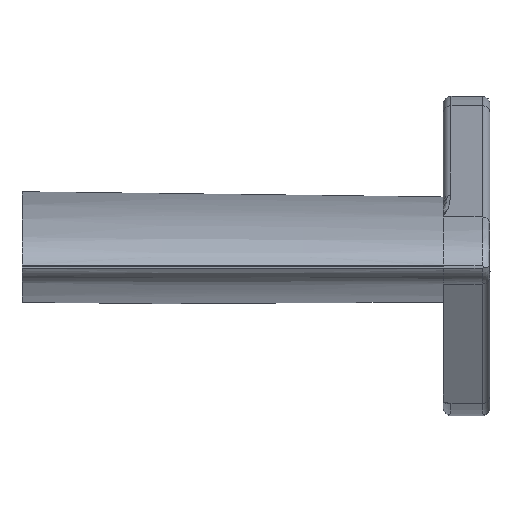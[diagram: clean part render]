
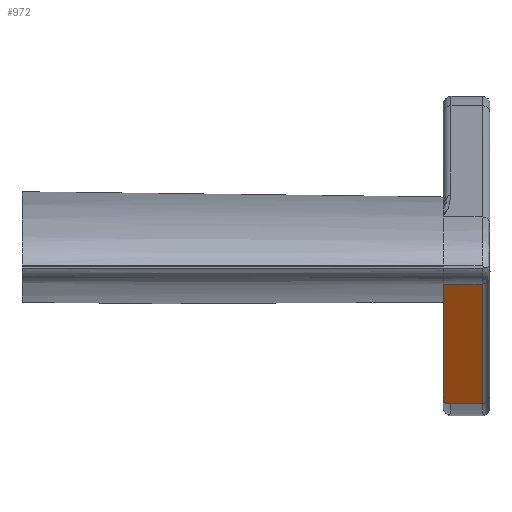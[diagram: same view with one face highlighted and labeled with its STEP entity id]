
A CAD part, front view. The second image highlights one B-rep face of the part: STEP entity #972.
In plain terms, the highlighted planar face has unit normal (0, -0.233, -0.973).
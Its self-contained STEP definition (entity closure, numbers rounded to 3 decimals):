
#92=CIRCLE('',#1035,1.);
#191=FACE_OUTER_BOUND('',#255,.T.);
#255=EDGE_LOOP('',(#868,#869,#870,#871,#872));
#308=LINE('',#2918,#374);
#321=LINE('',#3183,#387);
#322=LINE('',#3185,#388);
#323=LINE('',#3186,#389);
#374=VECTOR('',#1258,10.);
#387=VECTOR('',#1329,10.);
#388=VECTOR('',#1332,10.);
#389=VECTOR('',#1333,10.);
#415=VERTEX_POINT('',#2055);
#416=VERTEX_POINT('',#2133);
#441=VERTEX_POINT('',#2451);
#457=VERTEX_POINT('',#2876);
#459=VERTEX_POINT('',#2917);
#548=EDGE_CURVE('',#416,#441,#92,.T.);
#578=EDGE_CURVE('',#457,#459,#308,.T.);
#611=EDGE_CURVE('',#416,#459,#321,.T.);
#612=EDGE_CURVE('',#415,#457,#322,.T.);
#613=EDGE_CURVE('',#441,#415,#323,.T.);
#868=ORIENTED_EDGE('',*,*,#548,.F.);
#869=ORIENTED_EDGE('',*,*,#611,.T.);
#870=ORIENTED_EDGE('',*,*,#578,.F.);
#871=ORIENTED_EDGE('',*,*,#612,.F.);
#872=ORIENTED_EDGE('',*,*,#613,.F.);
#912=PLANE('',#1080);
#972=ADVANCED_FACE('',(#191),#912,.T.);
#1035=AXIS2_PLACEMENT_3D('',#2452,#1211,#1212);
#1080=AXIS2_PLACEMENT_3D('',#3184,#1330,#1331);
#1211=DIRECTION('center_axis',(0.,0.233,0.972));
#1212=DIRECTION('ref_axis',(0.,-0.972,0.233));
#1258=DIRECTION('',(0.,0.972,-0.233));
#1329=DIRECTION('',(1.,0.,0.));
#1330=DIRECTION('center_axis',(0.,-0.233,-0.972));
#1331=DIRECTION('ref_axis',(0.,0.972,-0.233));
#1332=DIRECTION('',(1.,0.,0.));
#1333=DIRECTION('',(0.,-0.972,0.233));
#2055=CARTESIAN_POINT('',(450.,23.409,-2.062));
#2133=CARTESIAN_POINT('',(451.,87.515,-17.42));
#2451=CARTESIAN_POINT('',(450.,86.542,-17.187));
#2452=CARTESIAN_POINT('Origin',(451.,86.542,-17.187));
#2876=CARTESIAN_POINT('',(455.,23.409,-2.062));
#2917=CARTESIAN_POINT('',(455.,87.515,-17.42));
#2918=CARTESIAN_POINT('',(455.,72.416,-13.803));
#3183=CARTESIAN_POINT('',(450.,87.515,-17.42));
#3184=CARTESIAN_POINT('Origin',(450.,23.409,-2.062));
#3185=CARTESIAN_POINT('',(450.,23.409,-2.062));
#3186=CARTESIAN_POINT('',(450.,87.515,-17.42));
